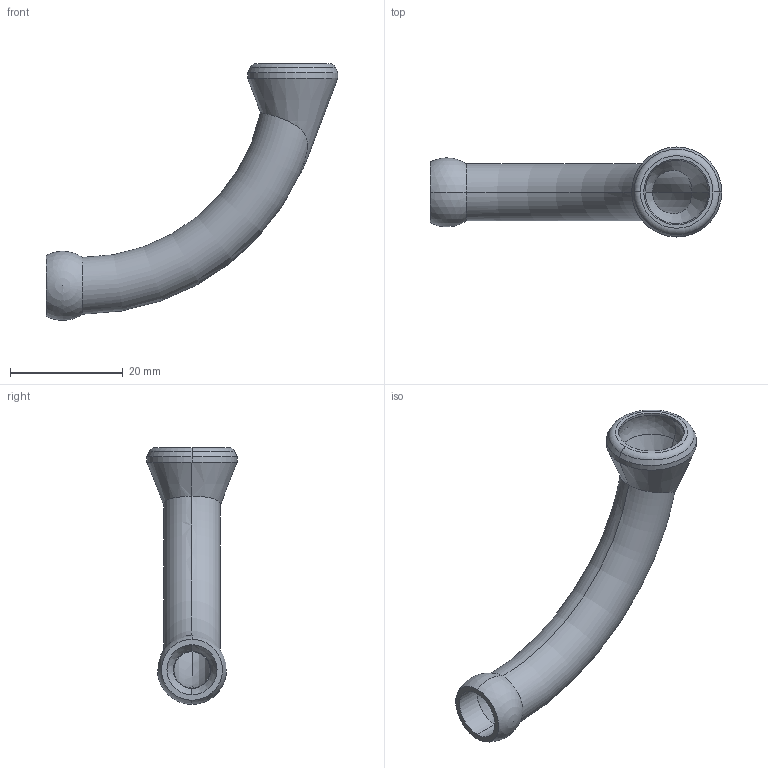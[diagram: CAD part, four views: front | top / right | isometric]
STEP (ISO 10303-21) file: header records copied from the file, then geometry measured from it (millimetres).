
FILE_DESCRIPTION (( 'STEP AP203' ), '1' );
FILE_NAME ('1-4 Extended Elbow.STEP', '2009-07-14T22:30:09', ( 'Mark Lockwood' ), ( 'Lockwood Products' ), 'SwSTEP 2.0', 'SolidWorks 2007', '' );
FILE_SCHEMA (( 'CONFIG_CONTROL_DESIGN' ));
Length unit declared in the file: inch
Products named in the file (1): 1-4 Extended Elbow
Bounding box: 51.7 x 15.97 x 45.56 mm (x, y, z)
Volume: 3133.3 mm3; surface area: 4014.7 mm2
Topology: 1 solids, 1 shells, 30 faces, 73 edges, 42 vertices
Faces by surface type: cone 9, torus 6, cylinder 6, sphere 4, plane 3, bspline 2
Entity records: 1816 total; most frequent: CARTESIAN_POINT 1093, DIRECTION 146, ORIENTED_EDGE 126, AXIS2_PLACEMENT_3D 66, EDGE_CURVE 63, CIRCLE 37, VERTEX_POINT 36, EDGE_LOOP 33
